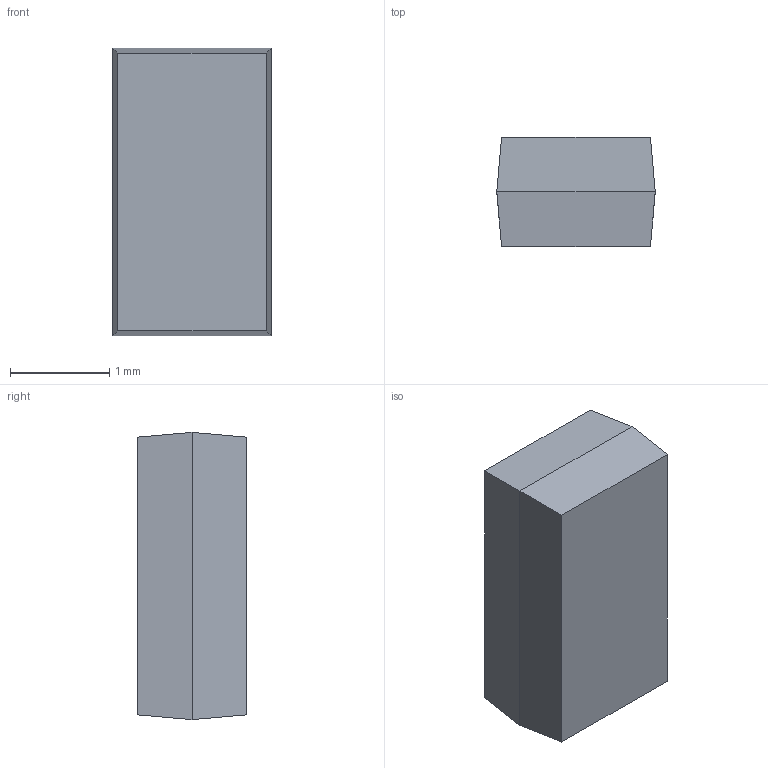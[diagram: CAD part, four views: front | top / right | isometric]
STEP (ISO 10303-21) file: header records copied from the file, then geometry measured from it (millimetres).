
FILE_DESCRIPTION(('FreeCAD Model'),'2;1');
FILE_NAME('SOLID.stp', '2016-01-27T22:40:49',('FreeCAD'),('FreeCAD'), 'Open CASCADE STEP processor 6.8','FreeCAD','Unknown');
FILE_SCHEMA(('AUTOMOTIVE_DESIGN_CC2 { 1 2 10303 214 -1 1 5 4 }'));
Length unit declared in the file: millimetre
Products named in the file (1): Open CASCADE STEP translator 6.8 83
Bounding box: 1.6 x 1.1 x 2.9 mm (x, y, z)
Volume: 4.9 mm3; surface area: 18.2 mm2
Topology: 1 solids, 1 shells, 10 faces, 20 edges, 12 vertices
Faces by surface type: plane 10
Entity records: 462 total; most frequent: CARTESIAN_POINT 143, B_SPLINE_CURVE_WITH_KNOTS 60, ORIENTED_EDGE 40, PCURVE 40, DEFINITIONAL_REPRESENTATION 40, DIRECTION 22, EDGE_CURVE 20, SURFACE_CURVE 20
